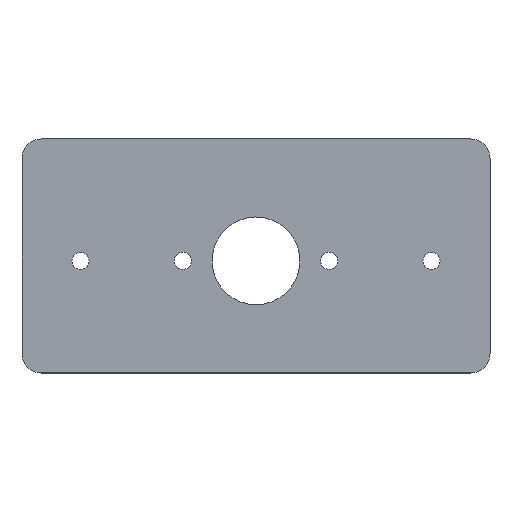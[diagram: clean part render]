
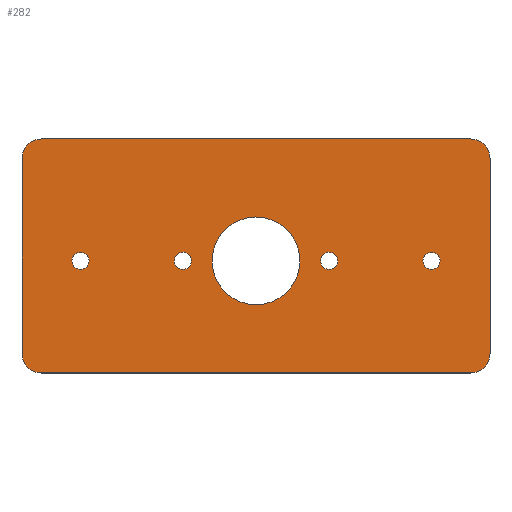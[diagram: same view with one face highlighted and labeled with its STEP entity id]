
A CAD part, top view. The second image highlights one B-rep face of the part: STEP entity #282.
In plain terms, the highlighted planar face has unit normal (0, 0, 1).
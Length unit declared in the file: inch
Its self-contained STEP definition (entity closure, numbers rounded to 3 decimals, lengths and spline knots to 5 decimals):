
#25=FACE_BOUND('',#76,.T.);
#26=FACE_BOUND('',#77,.T.);
#27=FACE_BOUND('',#78,.T.);
#28=FACE_BOUND('',#79,.T.);
#29=FACE_BOUND('',#80,.T.);
#35=PLANE('',#317);
#50=FACE_OUTER_BOUND('',#75,.T.);
#75=EDGE_LOOP('',(#246,#247,#248,#249,#250,#251,#252,#253));
#76=EDGE_LOOP('',(#254));
#77=EDGE_LOOP('',(#255));
#78=EDGE_LOOP('',(#256));
#79=EDGE_LOOP('',(#257));
#80=EDGE_LOOP('',(#258));
#85=LINE('',#417,#101);
#91=LINE('',#448,#107);
#95=LINE('',#474,#111);
#96=LINE('',#476,#112);
#101=VECTOR('',#332,5.5);
#107=VECTOR('',#362,5.5);
#111=VECTOR('',#396,2.5);
#112=VECTOR('',#399,2.5);
#113=CIRCLE('',#286,0.25);
#123=CIRCLE('',#299,0.25);
#124=CIRCLE('',#302,0.25);
#125=CIRCLE('',#304,0.25);
#126=CIRCLE('',#306,0.1105);
#127=CIRCLE('',#308,0.1105);
#128=CIRCLE('',#310,0.1105);
#129=CIRCLE('',#312,0.1105);
#130=CIRCLE('',#314,0.5625);
#131=VERTEX_POINT('',#404);
#132=VERTEX_POINT('',#405);
#136=VERTEX_POINT('',#415);
#147=VERTEX_POINT('',#441);
#148=VERTEX_POINT('',#442);
#149=VERTEX_POINT('',#447);
#150=VERTEX_POINT('',#451);
#151=VERTEX_POINT('',#455);
#152=VERTEX_POINT('',#459);
#153=VERTEX_POINT('',#462);
#154=VERTEX_POINT('',#465);
#155=VERTEX_POINT('',#468);
#156=VERTEX_POINT('',#471);
#157=EDGE_CURVE('',#131,#132,#113,.T.);
#163=EDGE_CURVE('',#131,#136,#85,.T.);
#175=EDGE_CURVE('',#147,#148,#123,.T.);
#178=EDGE_CURVE('',#149,#148,#91,.T.);
#180=EDGE_CURVE('',#149,#150,#124,.T.);
#182=EDGE_CURVE('',#151,#136,#125,.T.);
#184=EDGE_CURVE('',#152,#152,#126,.T.);
#185=EDGE_CURVE('',#153,#153,#127,.T.);
#186=EDGE_CURVE('',#154,#154,#128,.T.);
#187=EDGE_CURVE('',#155,#155,#129,.T.);
#188=EDGE_CURVE('',#156,#156,#130,.T.);
#189=EDGE_CURVE('',#147,#132,#95,.T.);
#190=EDGE_CURVE('',#151,#150,#96,.T.);
#246=ORIENTED_EDGE('',*,*,#157,.F.);
#247=ORIENTED_EDGE('',*,*,#163,.T.);
#248=ORIENTED_EDGE('',*,*,#182,.F.);
#249=ORIENTED_EDGE('',*,*,#190,.T.);
#250=ORIENTED_EDGE('',*,*,#180,.F.);
#251=ORIENTED_EDGE('',*,*,#178,.T.);
#252=ORIENTED_EDGE('',*,*,#175,.F.);
#253=ORIENTED_EDGE('',*,*,#189,.T.);
#254=ORIENTED_EDGE('',*,*,#184,.T.);
#255=ORIENTED_EDGE('',*,*,#185,.T.);
#256=ORIENTED_EDGE('',*,*,#186,.T.);
#257=ORIENTED_EDGE('',*,*,#187,.T.);
#258=ORIENTED_EDGE('',*,*,#188,.T.);
#282=ADVANCED_FACE('',(#50,#25,#26,#27,#28,#29),#35,.T.);
#286=AXIS2_PLACEMENT_3D('',#406,#322,#323);
#299=AXIS2_PLACEMENT_3D('',#443,#356,#357);
#302=AXIS2_PLACEMENT_3D('',#452,#366,#367);
#304=AXIS2_PLACEMENT_3D('',#456,#371,#372);
#306=AXIS2_PLACEMENT_3D('',#460,#376,#377);
#308=AXIS2_PLACEMENT_3D('',#463,#380,#381);
#310=AXIS2_PLACEMENT_3D('',#466,#384,#385);
#312=AXIS2_PLACEMENT_3D('',#469,#388,#389);
#314=AXIS2_PLACEMENT_3D('',#472,#392,#393);
#317=AXIS2_PLACEMENT_3D('',#477,#400,#401);
#322=DIRECTION('center_axis',(0.,0.,-1.));
#323=DIRECTION('ref_axis',(-0.707,-0.707,0.));
#332=DIRECTION('',(1.,0.,0.));
#356=DIRECTION('center_axis',(0.,0.,-1.));
#357=DIRECTION('ref_axis',(-0.707,0.707,0.));
#362=DIRECTION('',(-1.,0.,0.));
#366=DIRECTION('center_axis',(0.,0.,-1.));
#367=DIRECTION('ref_axis',(0.707,0.707,0.));
#371=DIRECTION('center_axis',(0.,0.,-1.));
#372=DIRECTION('ref_axis',(0.707,-0.707,0.));
#376=DIRECTION('center_axis',(0.,0.,-1.));
#377=DIRECTION('ref_axis',(-1.,0.,0.));
#380=DIRECTION('center_axis',(0.,0.,-1.));
#381=DIRECTION('ref_axis',(-1.,0.,0.));
#384=DIRECTION('center_axis',(0.,0.,-1.));
#385=DIRECTION('ref_axis',(-1.,0.,0.));
#388=DIRECTION('center_axis',(0.,0.,-1.));
#389=DIRECTION('ref_axis',(-1.,0.,0.));
#392=DIRECTION('center_axis',(0.,0.,-1.));
#393=DIRECTION('ref_axis',(-1.,0.,0.));
#396=DIRECTION('',(0.,-1.,0.));
#399=DIRECTION('',(0.,1.,0.));
#400=DIRECTION('center_axis',(0.,0.,1.));
#401=DIRECTION('ref_axis',(1.,0.,0.));
#404=CARTESIAN_POINT('',(0.25,0.,0.125));
#405=CARTESIAN_POINT('',(0.,0.25,0.125));
#406=CARTESIAN_POINT('Origin',(0.25,0.25,0.125));
#415=CARTESIAN_POINT('',(5.75,0.,0.125));
#417=CARTESIAN_POINT('',(0.,0.,0.125));
#441=CARTESIAN_POINT('',(0.,2.75,0.125));
#442=CARTESIAN_POINT('',(0.25,3.,0.125));
#443=CARTESIAN_POINT('Origin',(0.25,2.75,0.125));
#447=CARTESIAN_POINT('',(5.75,3.,0.125));
#448=CARTESIAN_POINT('',(6.,3.,0.125));
#451=CARTESIAN_POINT('',(6.,2.75,0.125));
#452=CARTESIAN_POINT('Origin',(5.75,2.75,0.125));
#455=CARTESIAN_POINT('',(6.,0.25,0.125));
#456=CARTESIAN_POINT('Origin',(5.75,0.25,0.125));
#459=CARTESIAN_POINT('',(5.3605,1.4375,0.125));
#460=CARTESIAN_POINT('Origin',(5.25,1.4375,0.125));
#462=CARTESIAN_POINT('',(4.048,1.4375,0.125));
#463=CARTESIAN_POINT('Origin',(3.9375,1.4375,0.125));
#465=CARTESIAN_POINT('',(2.173,1.4375,0.125));
#466=CARTESIAN_POINT('Origin',(2.0625,1.4375,0.125));
#468=CARTESIAN_POINT('',(0.8605,1.4375,0.125));
#469=CARTESIAN_POINT('Origin',(0.75,1.4375,0.125));
#471=CARTESIAN_POINT('',(3.5625,1.4375,0.125));
#472=CARTESIAN_POINT('Origin',(3.,1.4375,0.125));
#474=CARTESIAN_POINT('',(0.,3.,0.125));
#476=CARTESIAN_POINT('',(6.,0.,0.125));
#477=CARTESIAN_POINT('Origin',(3.,1.5,0.125));
